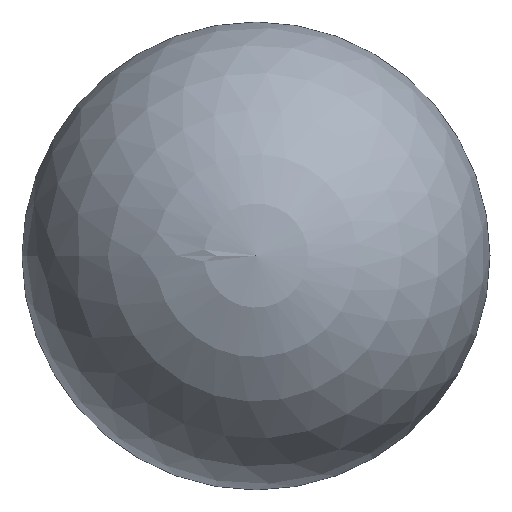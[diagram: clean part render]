
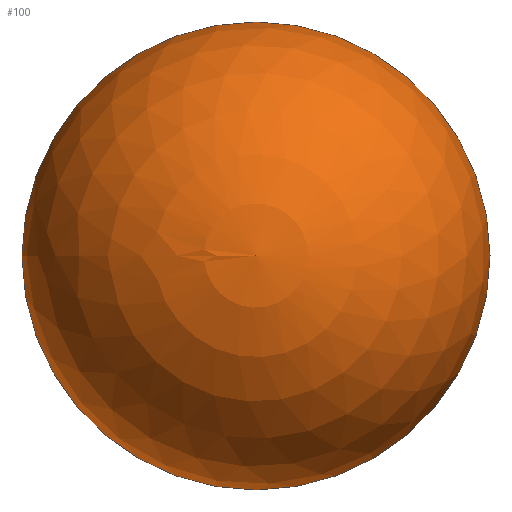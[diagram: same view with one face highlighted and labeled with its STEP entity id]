
A CAD part, top view. The second image highlights one B-rep face of the part: STEP entity #100.
In plain terms, the highlighted spherical face has radius 9.525 mm.
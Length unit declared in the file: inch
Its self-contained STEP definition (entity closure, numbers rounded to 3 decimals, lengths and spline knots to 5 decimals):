
#2 = CARTESIAN_POINT ( 'NONE',  ( 0., 0.375, 0. ) ) ;
#3 = CARTESIAN_POINT ( 'NONE',  ( 0., -0.375, 0. ) ) ;
#14 = CARTESIAN_POINT ( 'NONE',  ( 0., 0., 0. ) ) ;
#15 = DIRECTION ( 'NONE',  ( 0., 0., -1. ) ) ;
#16 = DIRECTION ( 'NONE',  ( -1., 0., 0. ) ) ;
#30 = CARTESIAN_POINT ( 'NONE',  ( 0., 0., 0. ) ) ;
#31 = DIRECTION ( 'NONE',  ( 0., 0., -1. ) ) ;
#32 = DIRECTION ( 'NONE',  ( -1., 0., 0. ) ) ;
#33 = CARTESIAN_POINT ( 'NONE',  ( 0., 0., 0. ) ) ;
#34 = DIRECTION ( 'NONE',  ( 0., 0., 1. ) ) ;
#35 = DIRECTION ( 'NONE',  ( 1., 0., 0. ) ) ;
#63 = AXIS2_PLACEMENT_3D ( 'NONE', #33, #34, #35 ) ;
#88 = ORIENTED_EDGE ( 'NONE', *, *, #104, .F. ) ;
#90 = VERTEX_POINT ( 'NONE', #2 ) ;
#91 = VERTEX_POINT ( 'NONE', #3 ) ;
#92 = ORIENTED_EDGE ( 'NONE', *, *, #105, .T. ) ;
#94 = EDGE_LOOP ( 'NONE', ( #88, #92 ) ) ;
#100 = ADVANCED_FACE ( 'NONE', ( #127 ), #131, .T. ) ;
#104 = EDGE_CURVE ( 'NONE', #90, #91, #110, .T. ) ;
#105 = EDGE_CURVE ( 'NONE', #90, #91, #107, .T. ) ;
#107 = CIRCLE ( 'NONE', #63, 0.375 ) ;
#110 = CIRCLE ( 'NONE', #119, 0.375 ) ;
#119 = AXIS2_PLACEMENT_3D ( 'NONE', #30, #31, #32 ) ;
#126 = AXIS2_PLACEMENT_3D ( 'NONE', #14, #15, #16 ) ;
#127 = FACE_OUTER_BOUND ( 'NONE', #94, .T. ) ;
#131 = SPHERICAL_SURFACE ( 'NONE', #126, 0.375 ) ;
